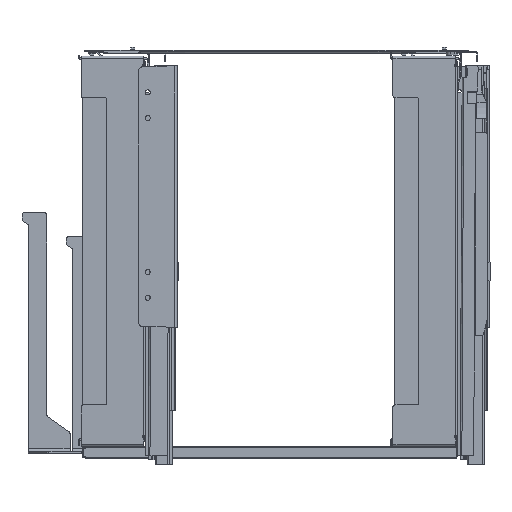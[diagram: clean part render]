
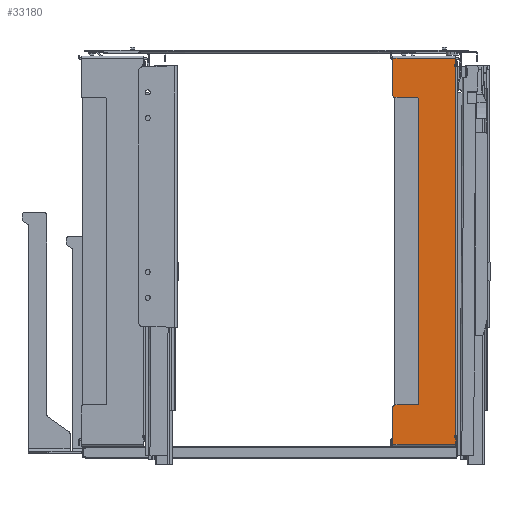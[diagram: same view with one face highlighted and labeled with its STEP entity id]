
A CAD part, left-side view. The second image highlights one B-rep face of the part: STEP entity #33180.
In plain terms, the highlighted planar face has unit normal (-1, 0, 0).
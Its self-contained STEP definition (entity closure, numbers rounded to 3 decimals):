
#1869=CIRCLE('',#35879,2.5);
#1870=CIRCLE('',#35882,2.5);
#1876=CIRCLE('',#35895,2.5);
#1877=CIRCLE('',#35898,2.5);
#1878=CIRCLE('',#35899,1.25);
#1879=CIRCLE('',#35900,1.25);
#3486=FACE_OUTER_BOUND('',#5254,.T.);
#5254=EDGE_LOOP('',(#28680,#28681,#28682,#28683,#28684,#28685,#28686,#28687,
#28688,#28689,#28690,#28691,#28692,#28693,#28694,#28695,#28696,#28697));
#8537=LINE('',#56681,#12021);
#8602=LINE('',#56864,#12086);
#8610=LINE('',#56892,#12094);
#8619=LINE('',#56919,#12103);
#8622=LINE('',#56927,#12106);
#8636=LINE('',#56963,#12120);
#8637=LINE('',#56966,#12121);
#8638=LINE('',#56969,#12122);
#8639=LINE('',#56971,#12123);
#8640=LINE('',#56973,#12124);
#8641=LINE('',#56976,#12125);
#8642=LINE('',#56979,#12126);
#12021=VECTOR('',#44106,10.);
#12086=VECTOR('',#44291,10.);
#12094=VECTOR('',#44335,10.);
#12103=VECTOR('',#44368,10.);
#12106=VECTOR('',#44377,10.);
#12120=VECTOR('',#44417,10.);
#12121=VECTOR('',#44420,10.);
#12122=VECTOR('',#44423,10.);
#12123=VECTOR('',#44424,10.);
#12124=VECTOR('',#44425,10.);
#12125=VECTOR('',#44428,10.);
#12126=VECTOR('',#44431,10.);
#13378=VERTEX_POINT('',#48107);
#15012=VERTEX_POINT('',#56266);
#15129=VERTEX_POINT('',#56680);
#15186=VERTEX_POINT('',#56861);
#15187=VERTEX_POINT('',#56863);
#15189=VERTEX_POINT('',#56890);
#15193=VERTEX_POINT('',#56912);
#15194=VERTEX_POINT('',#56913);
#15195=VERTEX_POINT('',#56918);
#15196=VERTEX_POINT('',#56922);
#15197=VERTEX_POINT('',#56926);
#15206=VERTEX_POINT('',#56959);
#15207=VERTEX_POINT('',#56965);
#15208=VERTEX_POINT('',#56967);
#15209=VERTEX_POINT('',#56970);
#15210=VERTEX_POINT('',#56972);
#15211=VERTEX_POINT('',#56974);
#15212=VERTEX_POINT('',#56977);
#19628=EDGE_CURVE('',#15129,#15012,#8537,.T.);
#19721=EDGE_CURVE('',#15187,#15186,#8602,.T.);
#19735=EDGE_CURVE('',#15012,#15189,#8610,.T.);
#19744=EDGE_CURVE('',#15193,#15194,#1869,.T.);
#19747=EDGE_CURVE('',#15195,#15194,#8619,.T.);
#19749=EDGE_CURVE('',#15195,#15196,#1870,.T.);
#19751=EDGE_CURVE('',#15197,#15196,#8622,.T.);
#19769=EDGE_CURVE('',#15197,#15206,#1876,.T.);
#19771=EDGE_CURVE('',#15189,#15206,#8636,.T.);
#19772=EDGE_CURVE('',#15193,#15207,#8637,.T.);
#19773=EDGE_CURVE('',#15208,#15207,#1877,.T.);
#19774=EDGE_CURVE('',#15208,#15187,#8638,.T.);
#19775=EDGE_CURVE('',#15186,#15209,#8639,.T.);
#19776=EDGE_CURVE('',#15209,#15210,#8640,.T.);
#19777=EDGE_CURVE('',#15210,#15211,#1878,.T.);
#19778=EDGE_CURVE('',#15211,#13378,#8641,.T.);
#19779=EDGE_CURVE('',#13378,#15212,#1879,.T.);
#19780=EDGE_CURVE('',#15212,#15129,#8642,.T.);
#28680=ORIENTED_EDGE('',*,*,#19628,.T.);
#28681=ORIENTED_EDGE('',*,*,#19735,.T.);
#28682=ORIENTED_EDGE('',*,*,#19771,.T.);
#28683=ORIENTED_EDGE('',*,*,#19769,.F.);
#28684=ORIENTED_EDGE('',*,*,#19751,.T.);
#28685=ORIENTED_EDGE('',*,*,#19749,.F.);
#28686=ORIENTED_EDGE('',*,*,#19747,.T.);
#28687=ORIENTED_EDGE('',*,*,#19744,.F.);
#28688=ORIENTED_EDGE('',*,*,#19772,.T.);
#28689=ORIENTED_EDGE('',*,*,#19773,.F.);
#28690=ORIENTED_EDGE('',*,*,#19774,.T.);
#28691=ORIENTED_EDGE('',*,*,#19721,.T.);
#28692=ORIENTED_EDGE('',*,*,#19775,.T.);
#28693=ORIENTED_EDGE('',*,*,#19776,.T.);
#28694=ORIENTED_EDGE('',*,*,#19777,.T.);
#28695=ORIENTED_EDGE('',*,*,#19778,.T.);
#28696=ORIENTED_EDGE('',*,*,#19779,.T.);
#28697=ORIENTED_EDGE('',*,*,#19780,.T.);
#30558=PLANE('',#35897);
#33180=ADVANCED_FACE('',(#3486),#30558,.F.);
#35879=AXIS2_PLACEMENT_3D('',#56914,#44362,#44363);
#35882=AXIS2_PLACEMENT_3D('',#56923,#44372,#44373);
#35895=AXIS2_PLACEMENT_3D('',#56960,#44412,#44413);
#35897=AXIS2_PLACEMENT_3D('',#56964,#44418,#44419);
#35898=AXIS2_PLACEMENT_3D('',#56968,#44421,#44422);
#35899=AXIS2_PLACEMENT_3D('',#56975,#44426,#44427);
#35900=AXIS2_PLACEMENT_3D('',#56978,#44429,#44430);
#44106=DIRECTION('',(0.,0.,1.));
#44291=DIRECTION('',(0.,-1.,0.));
#44335=DIRECTION('',(0.,1.,0.));
#44362=DIRECTION('center_axis',(-1.,0.,0.));
#44363=DIRECTION('ref_axis',(0.,-0.707,-0.707));
#44368=DIRECTION('',(0.,0.,-1.));
#44372=DIRECTION('center_axis',(-1.,0.,0.));
#44373=DIRECTION('ref_axis',(0.,-0.707,0.707));
#44377=DIRECTION('',(0.,-1.,0.));
#44412=DIRECTION('center_axis',(1.,0.,0.));
#44413=DIRECTION('ref_axis',(0.,0.707,-0.707));
#44417=DIRECTION('',(0.,0.,-1.));
#44418=DIRECTION('center_axis',(1.,0.,0.));
#44419=DIRECTION('ref_axis',(0.,-1.,0.));
#44420=DIRECTION('',(0.,1.,0.));
#44421=DIRECTION('center_axis',(1.,0.,0.));
#44422=DIRECTION('ref_axis',(0.,0.707,0.707));
#44423=DIRECTION('',(0.,0.,-1.));
#44424=DIRECTION('',(0.,0.,1.));
#44425=DIRECTION('',(0.,1.,0.));
#44426=DIRECTION('center_axis',(1.,0.,0.));
#44427=DIRECTION('ref_axis',(0.,0.,
-1.));
#44428=DIRECTION('',(0.,0.,1.));
#44429=DIRECTION('center_axis',(1.,0.,0.));
#44430=DIRECTION('ref_axis',(0.,0.,
-1.));
#44431=DIRECTION('',(0.,-1.,0.));
#48107=CARTESIAN_POINT('',(-124.,43.743,-20.25));
#56266=CARTESIAN_POINT('',(-124.,42.743,-9.75));
#56680=CARTESIAN_POINT('',(-124.,42.743,-17.75));
#56681=CARTESIAN_POINT('',(-124.,42.743,-17.75));
#56861=CARTESIAN_POINT('',(-124.,42.743,-491.25));
#56863=CARTESIAN_POINT('',(-124.,121.243,-491.25));
#56864=CARTESIAN_POINT('',(-124.,121.243,-491.25));
#56890=CARTESIAN_POINT('',(-124.,121.243,-9.75));
#56892=CARTESIAN_POINT('',(-124.,42.743,-9.75));
#56912=CARTESIAN_POINT('',(-124.,91.743,-442.25));
#56913=CARTESIAN_POINT('',(-124.,89.243,-439.75));
#56914=CARTESIAN_POINT('Origin',(-124.,91.743,-439.75));
#56918=CARTESIAN_POINT('',(-124.,89.243,-61.25));
#56919=CARTESIAN_POINT('',(-124.,89.243,-346.375));
#56922=CARTESIAN_POINT('',(-124.,91.743,-58.75));
#56923=CARTESIAN_POINT('Origin',(-124.,91.743,-61.25));
#56926=CARTESIAN_POINT('',(-124.,118.743,-58.75));
#56927=CARTESIAN_POINT('',(-124.,85.143,-58.75));
#56959=CARTESIAN_POINT('',(-124.,121.243,-56.25));
#56960=CARTESIAN_POINT('Origin',(-124.,118.743,-56.25));
#56963=CARTESIAN_POINT('',(-124.,121.243,-9.75));
#56964=CARTESIAN_POINT('Origin',(-124.,81.043,-250.5));
#56965=CARTESIAN_POINT('',(-124.,118.743,-442.25));
#56966=CARTESIAN_POINT('',(-124.,101.143,-442.25));
#56967=CARTESIAN_POINT('',(-124.,121.243,-444.75));
#56968=CARTESIAN_POINT('Origin',(-124.,118.743,-444.75));
#56969=CARTESIAN_POINT('',(-124.,121.243,-9.75));
#56970=CARTESIAN_POINT('',(-124.,42.743,-483.25));
#56971=CARTESIAN_POINT('',(-124.,42.743,-491.25));
#56972=CARTESIAN_POINT('',(-124.,43.743,-483.25));
#56973=CARTESIAN_POINT('',(-124.,42.743,-483.25));
#56974=CARTESIAN_POINT('',(-124.,43.743,-480.75));
#56975=CARTESIAN_POINT('Origin',(-124.,43.743,-482.));
#56976=CARTESIAN_POINT('',(-124.,43.743,-250.5));
#56977=CARTESIAN_POINT('',(-124.,43.743,-17.75));
#56978=CARTESIAN_POINT('Origin',(-124.,43.743,-19.));
#56979=CARTESIAN_POINT('',(-124.,43.743,-17.75));
